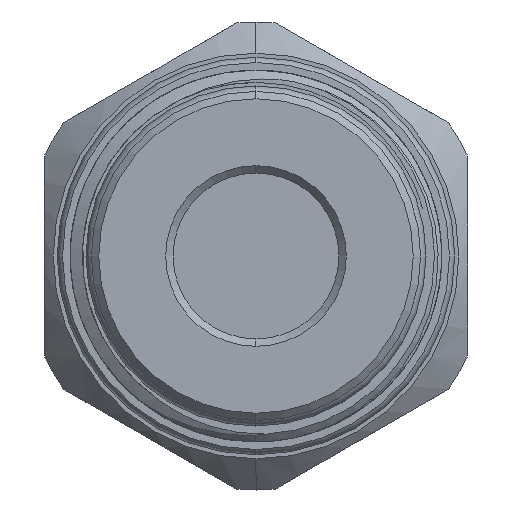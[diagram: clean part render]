
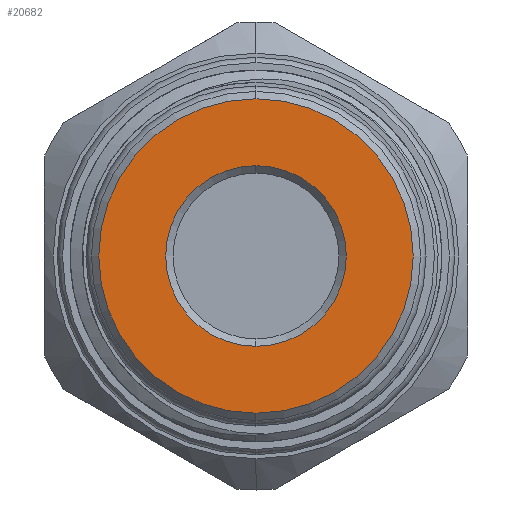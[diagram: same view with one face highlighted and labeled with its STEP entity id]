
A CAD part, left-side view. The second image highlights one B-rep face of the part: STEP entity #20682.
In plain terms, the highlighted planar face has unit normal (-1, 0, 0).
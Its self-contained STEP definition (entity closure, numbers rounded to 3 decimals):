
#452 = DIRECTION ( 'NONE',  ( 1., 0., 0. ) ) ;
#1111 = ORIENTED_EDGE ( 'NONE', *, *, #11186, .T. ) ;
#1157 = EDGE_CURVE ( 'NONE', #31358, #18427, #8919, .T. ) ;
#2191 = CARTESIAN_POINT ( 'NONE',  ( -43.9, 0., 6.1 ) ) ;
#2692 = DIRECTION ( 'NONE',  ( 0., 0., -1. ) ) ;
#3457 = ORIENTED_EDGE ( 'NONE', *, *, #1157, .F. ) ;
#3951 = AXIS2_PLACEMENT_3D ( 'NONE', #34280, #33583, #10187 ) ;
#4594 = FACE_OUTER_BOUND ( 'NONE', #32831, .T. ) ;
#4938 = AXIS2_PLACEMENT_3D ( 'NONE', #35148, #23642, #2692 ) ;
#7609 = AXIS2_PLACEMENT_3D ( 'NONE', #25540, #34201, #7698 ) ;
#7698 = DIRECTION ( 'NONE',  ( 0., 0., -1. ) ) ;
#8548 = EDGE_CURVE ( 'NONE', #35418, #34130, #24641, .T. ) ;
#8919 = CIRCLE ( 'NONE', #4938, 10.615 ) ;
#9308 = ORIENTED_EDGE ( 'NONE', *, *, #30226, .F. ) ;
#9381 = CIRCLE ( 'NONE', #3951, 10.615 ) ;
#10187 = DIRECTION ( 'NONE',  ( 0., 0., -1. ) ) ;
#10621 = FACE_BOUND ( 'NONE', #34681, .T. ) ;
#11035 = AXIS2_PLACEMENT_3D ( 'NONE', #38156, #20546, #23171 ) ;
#11186 = EDGE_CURVE ( 'NONE', #34130, #35418, #35644, .T. ) ;
#18427 = VERTEX_POINT ( 'NONE', #27194 ) ;
#20546 = DIRECTION ( 'NONE',  ( 1., 0., 0. ) ) ;
#20682 = ADVANCED_FACE ( 'NONE', ( #10621, #4594 ), #28121, .F. ) ;
#21391 = DIRECTION ( 'NONE',  ( 0., 0., -1. ) ) ;
#21477 = AXIS2_PLACEMENT_3D ( 'NONE', #26838, #452, #21391 ) ;
#23171 = DIRECTION ( 'NONE',  ( 0., 0., -1. ) ) ;
#23642 = DIRECTION ( 'NONE',  ( 1., 0., 0. ) ) ;
#24641 = CIRCLE ( 'NONE', #11035, 6.1 ) ;
#24951 = CARTESIAN_POINT ( 'NONE',  ( -43.9, 0., -6.1 ) ) ;
#25540 = CARTESIAN_POINT ( 'NONE',  ( -43.9, 0., 0. ) ) ;
#26838 = CARTESIAN_POINT ( 'NONE',  ( -43.9, 0., 0. ) ) ;
#27194 = CARTESIAN_POINT ( 'NONE',  ( -43.9, 0., 10.615 ) ) ;
#28121 = PLANE ( 'NONE',  #7609 ) ;
#30226 = EDGE_CURVE ( 'NONE', #18427, #31358, #9381, .T. ) ;
#31358 = VERTEX_POINT ( 'NONE', #37477 ) ;
#32831 = EDGE_LOOP ( 'NONE', ( #3457, #9308 ) ) ;
#33479 = ORIENTED_EDGE ( 'NONE', *, *, #8548, .T. ) ;
#33583 = DIRECTION ( 'NONE',  ( 1., 0., 0. ) ) ;
#34130 = VERTEX_POINT ( 'NONE', #2191 ) ;
#34201 = DIRECTION ( 'NONE',  ( 1., 0., 0. ) ) ;
#34280 = CARTESIAN_POINT ( 'NONE',  ( -43.9, 0., 0. ) ) ;
#34681 = EDGE_LOOP ( 'NONE', ( #1111, #33479 ) ) ;
#35148 = CARTESIAN_POINT ( 'NONE',  ( -43.9, 0., 0. ) ) ;
#35418 = VERTEX_POINT ( 'NONE', #24951 ) ;
#35644 = CIRCLE ( 'NONE', #21477, 6.1 ) ;
#37477 = CARTESIAN_POINT ( 'NONE',  ( -43.9, 0., -10.615 ) ) ;
#38156 = CARTESIAN_POINT ( 'NONE',  ( -43.9, 0., 0. ) ) ;
